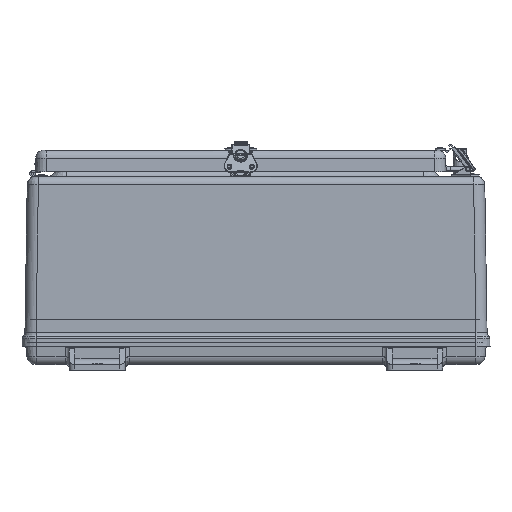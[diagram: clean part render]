
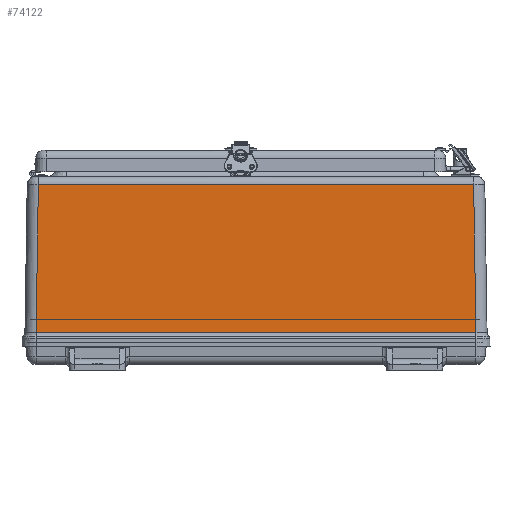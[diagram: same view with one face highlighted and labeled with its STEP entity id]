
A CAD part, front view. The second image highlights one B-rep face of the part: STEP entity #74122.
In plain terms, the highlighted planar face has unit normal (0, -1, 0.015).
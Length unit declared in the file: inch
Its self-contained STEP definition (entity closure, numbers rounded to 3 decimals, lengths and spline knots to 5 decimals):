
#1815 = CARTESIAN_POINT ( 'NONE',  ( -10.36845, -15.13809, 6.63079 ) ) ;
#2705 = EDGE_CURVE ( 'NONE', #43140, #52508, #26578, .T. ) ;
#3863 = EDGE_CURVE ( 'NONE', #42814, #29051, #93270, .T. ) ;
#6664 = VECTOR ( 'NONE', #94018, 39.37008 ) ;
#7677 = FACE_OUTER_BOUND ( 'NONE', #71250, .T. ) ;
#9504 = CARTESIAN_POINT ( 'NONE',  ( -9.86847, -15.24061, -0.0074 ) ) ;
#11758 = CARTESIAN_POINT ( 'NONE',  ( -10.36845, -15.24061, -0.0074 ) ) ;
#13815 = VERTEX_POINT ( 'NONE', #84927 ) ;
#14441 = EDGE_CURVE ( 'NONE', #42814, #13815, #96521, .T. ) ;
#14582 = DIRECTION ( 'NONE',  ( 0., -0.015, -1. ) ) ;
#15600 = ORIENTED_EDGE ( 'NONE', *, *, #30250, .T. ) ;
#18345 = CARTESIAN_POINT ( 'NONE',  ( 9.86616, -15.23815, 0.15234 ) ) ;
#21084 = ORIENTED_EDGE ( 'NONE', *, *, #3863, .T. ) ;
#26578 = LINE ( 'NONE', #43269, #95429 ) ;
#29051 = VERTEX_POINT ( 'NONE', #96785 ) ;
#30250 = EDGE_CURVE ( 'NONE', #43140, #84996, #89581, .T. ) ;
#34136 = CARTESIAN_POINT ( 'NONE',  ( 9.7661, -15.13809, 6.63079 ) ) ;
#34778 = ORIENTED_EDGE ( 'NONE', *, *, #45835, .T. ) ;
#35773 = CARTESIAN_POINT ( 'NONE',  ( -9.86849, -15.2405, 0. ) ) ;
#42814 = VERTEX_POINT ( 'NONE', #34136 ) ;
#43140 = VERTEX_POINT ( 'NONE', #9504 ) ;
#43269 = CARTESIAN_POINT ( 'NONE',  ( -9.86847, -15.24056, -0.0037 ) ) ;
#44385 = ORIENTED_EDGE ( 'NONE', *, *, #14441, .F. ) ;
#45835 = EDGE_CURVE ( 'NONE', #29051, #52508, #85747, .T. ) ;
#47131 = ORIENTED_EDGE ( 'NONE', *, *, #2705, .F. ) ;
#51836 = DIRECTION ( 'NONE',  ( 0., -1., 0.015 ) ) ;
#52146 = CARTESIAN_POINT ( 'NONE',  ( -10.36845, -15.2405, 0. ) ) ;
#52508 = VERTEX_POINT ( 'NONE', #35773 ) ;
#57434 = EDGE_CURVE ( 'NONE', #13815, #84996, #75382, .T. ) ;
#63067 = DIRECTION ( 'NONE',  ( 0., -0.015, -1. ) ) ;
#65052 = VECTOR ( 'NONE', #70248, 39.37008 ) ;
#65859 = VECTOR ( 'NONE', #73375, 39.37008 ) ;
#70248 = DIRECTION ( 'NONE',  ( 0.015, -0.015, -1. ) ) ;
#70446 = CARTESIAN_POINT ( 'NONE',  ( 9.86847, -15.24061, -0.0074 ) ) ;
#71250 = EDGE_LOOP ( 'NONE', ( #34778, #47131, #15600, #83503, #44385, #21084 ) ) ;
#73375 = DIRECTION ( 'NONE',  ( -0.015, -0.015, -1. ) ) ;
#74122 = ADVANCED_FACE ( 'NONE', ( #7677 ), #88673, .T. ) ;
#75382 = LINE ( 'NONE', #77767, #81281 ) ;
#77767 = CARTESIAN_POINT ( 'NONE',  ( 9.86847, -15.24056, -0.0037 ) ) ;
#81281 = VECTOR ( 'NONE', #63067, 39.37008 ) ;
#82790 = VECTOR ( 'NONE', #91819, 39.37008 ) ;
#83503 = ORIENTED_EDGE ( 'NONE', *, *, #57434, .F. ) ;
#84927 = CARTESIAN_POINT ( 'NONE',  ( 9.86849, -15.2405, 0. ) ) ;
#84996 = VERTEX_POINT ( 'NONE', #70446 ) ;
#85747 = LINE ( 'NONE', #94923, #65859 ) ;
#88673 = PLANE ( 'NONE',  #90030 ) ;
#89581 = LINE ( 'NONE', #11758, #6664 ) ;
#90030 = AXIS2_PLACEMENT_3D ( 'NONE', #52146, #51836, #14582 ) ;
#91819 = DIRECTION ( 'NONE',  ( -1., 0., 0. ) ) ;
#93270 = LINE ( 'NONE', #1815, #82790 ) ;
#94018 = DIRECTION ( 'NONE',  ( 1., 0., 0. ) ) ;
#94923 = CARTESIAN_POINT ( 'NONE',  ( -9.7661, -15.13809, 6.63079 ) ) ;
#95429 = VECTOR ( 'NONE', #95715, 39.37008 ) ;
#95715 = DIRECTION ( 'NONE',  ( 0., 0.015, 1. ) ) ;
#96521 = LINE ( 'NONE', #18345, #65052 ) ;
#96785 = CARTESIAN_POINT ( 'NONE',  ( -9.7661, -15.13809, 6.63079 ) ) ;
